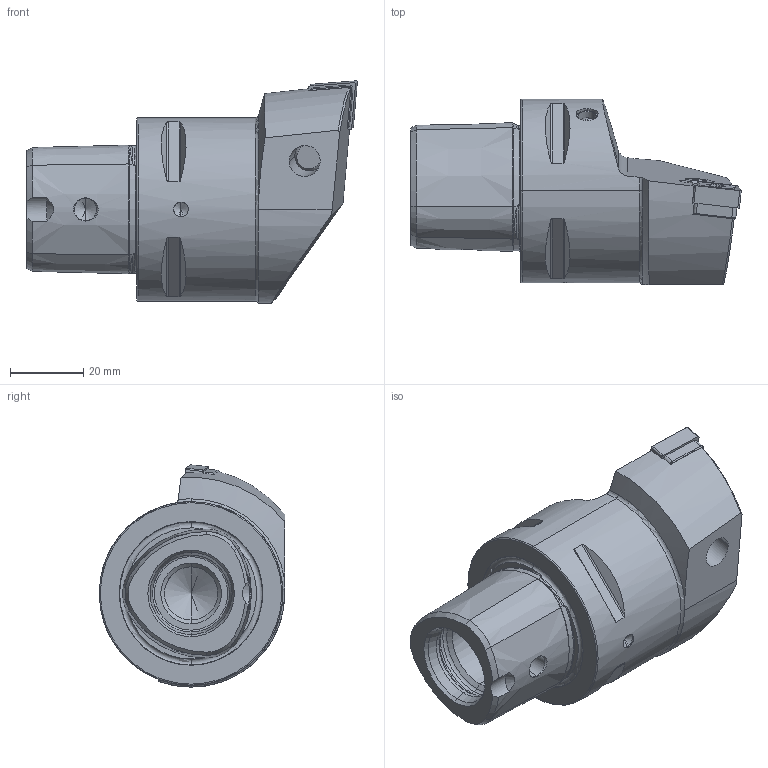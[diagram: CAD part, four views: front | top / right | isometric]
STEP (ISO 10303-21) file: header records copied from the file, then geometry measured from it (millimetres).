
FILE_DESCRIPTION (( 'STEP AP203' ), '1' );
FILE_NAME ('PS5-PCD.LLA.060.STEP', '2012-04-16T07:34:28', ( 'SwiAdmin' ), ( '' ), 'SwSTEP 2.0', 'SolidWorks 2012', '' );
FILE_SCHEMA (( 'CONFIG_CONTROL_DESIGN' ));
Length unit declared in the file: millimetre
Products named in the file (8): PS5-PCD.LLA.060; WCD-ER4.101.017_A; WCD-ER3.101.000_A; WCD-ER1.101.000; KVT_MB_600_060; CNMG120404; WCD-ER2.101.003_A; PS5-PCD.LLA.060_A
Assembly tree (7 placements, depth 2):
  PS5-PCD.LLA.060
    PS5-PCD.LLA.060_A
    WCD-ER2.101.003_A
    CNMG120404
    KVT_MB_600_060
    WCD-ER1.101.000
    WCD-ER3.101.000_A
    WCD-ER4.101.017_A
Bounding box: 90 x 50.5 x 60.5 mm (x, y, z)
Volume: 99152 mm3; surface area: 22004.4 mm2
Topology: 8 solids, 8 shells, 342 faces, 829 edges, 497 vertices
Faces by surface type: cone 111, plane 93, cylinder 85, torus 38, bspline 13, sphere 2
Entity records: 11769 total; most frequent: CARTESIAN_POINT 3261, ORIENTED_EDGE 1620, DIRECTION 1599, EDGE_CURVE 810, AXIS2_PLACEMENT_3D 629, VERTEX_POINT 494, EDGE_LOOP 366, FACE_OUTER_BOUND 342
